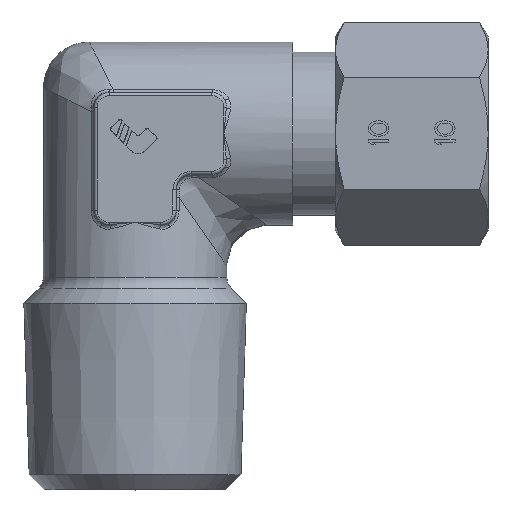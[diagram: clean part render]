
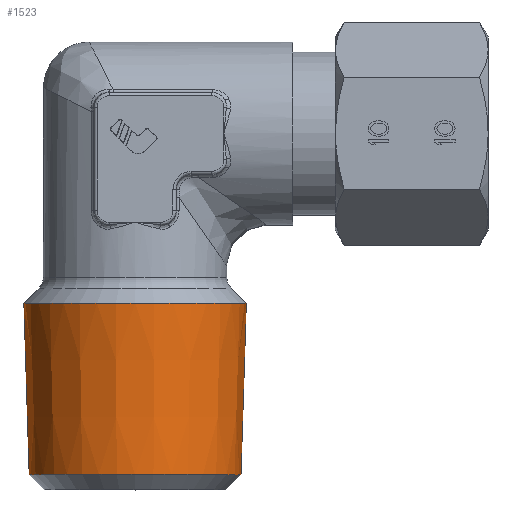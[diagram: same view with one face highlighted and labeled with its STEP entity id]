
A CAD part, top view. The second image highlights one B-rep face of the part: STEP entity #1523.
In plain terms, the highlighted conical face has half-angle 1.78 degrees and reference radius 10.668 mm.
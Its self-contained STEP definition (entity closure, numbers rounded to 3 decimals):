
#1523=ADVANCED_FACE('',(#3095),#3096,.T.);
#3095=FACE_OUTER_BOUND('',#6216,.T.);
#3096=CONICAL_SURFACE('',#6217,10.668,0.031);
#6216=EDGE_LOOP('',(#10923,#10924,#10925,#10926));
#6217=AXIS2_PLACEMENT_3D('',#10927,#10928,#10929);
#10923=ORIENTED_EDGE('',*,*,#12476,.T.);
#10924=ORIENTED_EDGE('',*,*,#11524,.T.);
#10925=ORIENTED_EDGE('',*,*,#12478,.T.);
#10926=ORIENTED_EDGE('',*,*,#12774,.F.);
#10927=CARTESIAN_POINT('',(0.0,-25.091,0.0));
#10928=DIRECTION('',(-0.0,1.0,-0.0));
#10929=DIRECTION('',(1.0,0.0,0.0));
#11524=EDGE_CURVE('',#13630,#13628,#13631,.T.);
#12476=EDGE_CURVE('',#15112,#13630,#15113,.T.);
#12478=EDGE_CURVE('',#13628,#15114,#15116,.T.);
#12774=EDGE_CURVE('',#15112,#15114,#15483,.T.);
#13628=VERTEX_POINT('',#16659);
#13630=VERTEX_POINT('',#16662);
#13631=CIRCLE('',#16663,10.929);
#15112=VERTEX_POINT('',#20028);
#15113=LINE('',#20029,#20030);
#15114=VERTEX_POINT('',#20031);
#15116=LINE('',#20033,#20034);
#15483=CIRCLE('',#20858,10.406);
#16659=CARTESIAN_POINT('',(-10.929,-16.679,0.));
#16662=CARTESIAN_POINT('',(10.929,-16.679,0.0));
#16663=AXIS2_PLACEMENT_3D('',#21993,#21994,#21995);
#20028=CARTESIAN_POINT('',(10.406,-33.502,0.));
#20029=CARTESIAN_POINT('',(10.668,-25.091,0.));
#20030=VECTOR('',#22939,1.0);
#20031=CARTESIAN_POINT('',(-10.406,-33.502,0.0));
#20033=CARTESIAN_POINT('',(-10.668,-25.091,0.));
#20034=VECTOR('',#22943,1.0);
#20858=AXIS2_PLACEMENT_3D('',#23233,#23234,#23235);
#21993=CARTESIAN_POINT('',(0.0,-16.679,0.0));
#21994=DIRECTION('',(0.0,-1.0,0.0));
#21995=DIRECTION('',(-1.0,0.0,0.0));
#22939=DIRECTION('',(0.031,1.,0.));
#22943=DIRECTION('',(0.031,-1.,0.));
#23233=CARTESIAN_POINT('',(0.,-33.502,0.0));
#23234=DIRECTION('',(0.0,-1.0,0.0));
#23235=DIRECTION('',(1.0,0.0,0.0));
